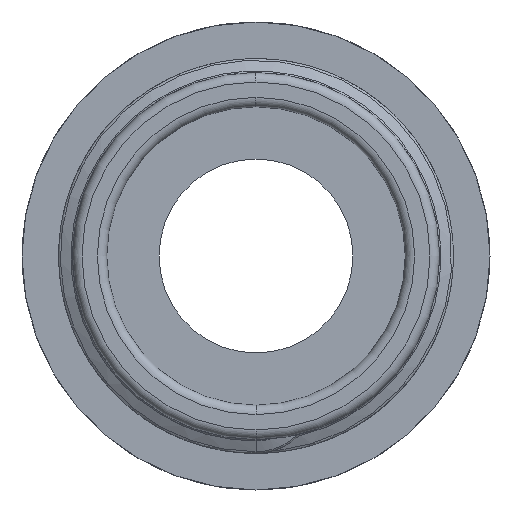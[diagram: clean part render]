
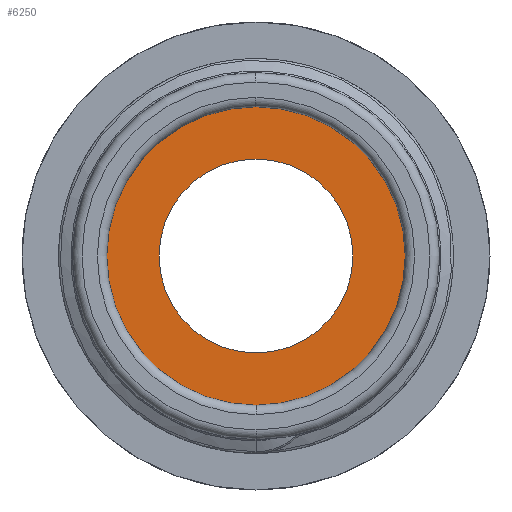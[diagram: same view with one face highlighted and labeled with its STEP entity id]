
A CAD part, left-side view. The second image highlights one B-rep face of the part: STEP entity #6250.
In plain terms, the highlighted planar face has unit normal (-1, 0, 0).
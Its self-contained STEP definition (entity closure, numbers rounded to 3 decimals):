
#2569 = CIRCLE ( 'NONE', #2570, 15.85 ) ;
#2570 = AXIS2_PLACEMENT_3D ( 'NONE', #4693, #4694, #4695 ) ;
#2581 = CIRCLE ( 'NONE', #2584, 10.3 ) ;
#2584 = AXIS2_PLACEMENT_3D ( 'NONE', #4825, #4826, #4827 ) ;
#2915 = EDGE_LOOP ( 'NONE', ( #9558, #9559 ) ) ;
#2922 = EDGE_LOOP ( 'NONE', ( #9556, #9557 ) ) ;
#3058 = CARTESIAN_POINT ( 'NONE',  ( 14.4, 0., 0. ) ) ;
#3059 = DIRECTION ( 'NONE',  ( -1., 0., 0. ) ) ;
#3060 = DIRECTION ( 'NONE',  ( 0., 0., 1. ) ) ;
#3073 = CARTESIAN_POINT ( 'NONE',  ( 14.4, 0., 0. ) ) ;
#3074 = DIRECTION ( 'NONE',  ( -1., 0., 0. ) ) ;
#3075 = DIRECTION ( 'NONE',  ( 0., 0., 1. ) ) ;
#4693 = CARTESIAN_POINT ( 'NONE',  ( 14.4, 0., 0. ) ) ;
#4694 = DIRECTION ( 'NONE',  ( -1., 0., 0. ) ) ;
#4695 = DIRECTION ( 'NONE',  ( 0., 0., 1. ) ) ;
#4825 = CARTESIAN_POINT ( 'NONE',  ( 14.4, 0., 0. ) ) ;
#4826 = DIRECTION ( 'NONE',  ( -1., 0., 0. ) ) ;
#4827 = DIRECTION ( 'NONE',  ( 0., 0., 1. ) ) ;
#5114 = VERTEX_POINT ( 'NONE', #10139 ) ;
#6119 = EDGE_CURVE ( 'NONE', #6835, #6834, #8540, .T. ) ;
#6124 = EDGE_CURVE ( 'NONE', #5114, #6832, #8543, .T. ) ;
#6250 = ADVANCED_FACE ( 'NONE', ( #9838, #9839 ), #9840, .F. ) ;
#6442 = EDGE_CURVE ( 'NONE', #6832, #5114, #2569, .T. ) ;
#6454 = EDGE_CURVE ( 'NONE', #6834, #6835, #2581, .T. ) ;
#6832 = VERTEX_POINT ( 'NONE', #12005 ) ;
#6834 = VERTEX_POINT ( 'NONE', #12006 ) ;
#6835 = VERTEX_POINT ( 'NONE', #11994 ) ;
#8516 = AXIS2_PLACEMENT_3D ( 'NONE', #3058, #3059, #3060 ) ;
#8540 = CIRCLE ( 'NONE', #8516, 10.3 ) ;
#8543 = CIRCLE ( 'NONE', #8547, 15.85 ) ;
#8547 = AXIS2_PLACEMENT_3D ( 'NONE', #3073, #3074, #3075 ) ;
#8667 = AXIS2_PLACEMENT_3D ( 'NONE', #9830, #9842, #9843 ) ;
#9556 = ORIENTED_EDGE ( 'NONE', *, *, #6454, .F. ) ;
#9557 = ORIENTED_EDGE ( 'NONE', *, *, #6119, .F. ) ;
#9558 = ORIENTED_EDGE ( 'NONE', *, *, #6442, .T. ) ;
#9559 = ORIENTED_EDGE ( 'NONE', *, *, #6124, .T. ) ;
#9830 = CARTESIAN_POINT ( 'NONE',  ( 14.4, 0., -10.3 ) ) ;
#9838 = FACE_BOUND ( 'NONE', #2922, .T. ) ;
#9839 = FACE_OUTER_BOUND ( 'NONE', #2915, .T. ) ;
#9840 = PLANE ( 'NONE',  #8667 ) ;
#9842 = DIRECTION ( 'NONE',  ( 1., 0., 0. ) ) ;
#9843 = DIRECTION ( 'NONE',  ( 0., 0., -1. ) ) ;
#10139 = CARTESIAN_POINT ( 'NONE',  ( 14.4, 0., -15.85 ) ) ;
#11994 = CARTESIAN_POINT ( 'NONE',  ( 14.4, 0., -10.3 ) ) ;
#12005 = CARTESIAN_POINT ( 'NONE',  ( 14.4, 0., 15.85 ) ) ;
#12006 = CARTESIAN_POINT ( 'NONE',  ( 14.4, 0., 10.3 ) ) ;
